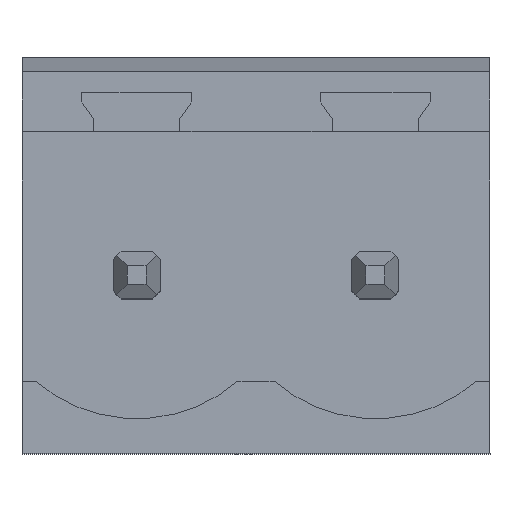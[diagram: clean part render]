
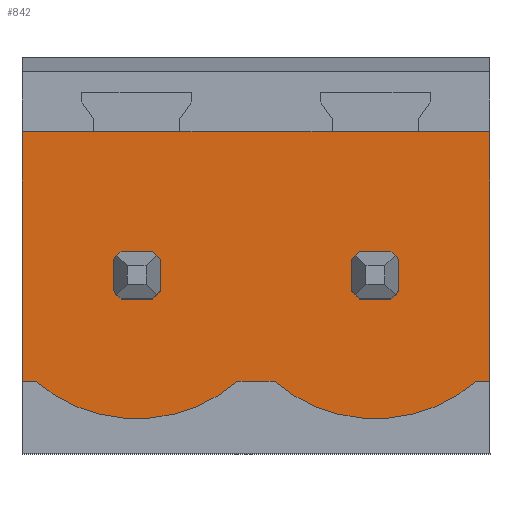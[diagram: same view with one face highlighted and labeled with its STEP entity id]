
A CAD part, top view. The second image highlights one B-rep face of the part: STEP entity #842.
In plain terms, the highlighted planar face has unit normal (0, 0, 1).
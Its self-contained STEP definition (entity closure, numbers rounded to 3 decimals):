
#657=AXIS2_PLACEMENT_3D('Plane Axis2P3D',#654,#655,#656) ;
#668=AXIS2_PLACEMENT_3D('Circle Axis2P3D',#666,#667,$) ;
#689=AXIS2_PLACEMENT_3D('Circle Axis2P3D',#687,#688,$) ;
#721=AXIS2_PLACEMENT_3D('Circle Axis2P3D',#719,#720,$) ;
#735=AXIS2_PLACEMENT_3D('Circle Axis2P3D',#733,#734,$) ;
#749=AXIS2_PLACEMENT_3D('Circle Axis2P3D',#747,#748,$) ;
#763=AXIS2_PLACEMENT_3D('Circle Axis2P3D',#761,#762,$) ;
#787=AXIS2_PLACEMENT_3D('Circle Axis2P3D',#785,#786,$) ;
#801=AXIS2_PLACEMENT_3D('Circle Axis2P3D',#799,#800,$) ;
#815=AXIS2_PLACEMENT_3D('Circle Axis2P3D',#813,#814,$) ;
#829=AXIS2_PLACEMENT_3D('Circle Axis2P3D',#827,#828,$) ;
#90=CARTESIAN_POINT('Vertex',(9.96,6.86,6.65)) ;
#93=CARTESIAN_POINT('Line Origine',(9.96,4.2,6.65)) ;
#97=CARTESIAN_POINT('Vertex',(9.96,1.54,6.65)) ;
#373=CARTESIAN_POINT('Vertex',(0.,1.54,6.65)) ;
#376=CARTESIAN_POINT('Line Origine',(0.,4.2,6.65)) ;
#380=CARTESIAN_POINT('Vertex',(0.,6.86,6.65)) ;
#632=CARTESIAN_POINT('Line Origine',(4.98,6.86,6.65)) ;
#654=CARTESIAN_POINT('Axis2P3D Location',(0.,0.,6.65)) ;
#659=CARTESIAN_POINT('Line Origine',(0.143,1.54,6.65)) ;
#663=CARTESIAN_POINT('Vertex',(0.286,1.54,6.65)) ;
#666=CARTESIAN_POINT('Axis2P3D Location',(2.44,4.04,6.65)) ;
#670=CARTESIAN_POINT('Vertex',(4.594,1.54,6.65)) ;
#673=CARTESIAN_POINT('Line Origine',(4.837,1.54,6.65)) ;
#677=CARTESIAN_POINT('Vertex',(5.08,1.54,6.65)) ;
#680=CARTESIAN_POINT('Line Origine',(5.223,1.54,6.65)) ;
#684=CARTESIAN_POINT('Vertex',(5.366,1.54,6.65)) ;
#687=CARTESIAN_POINT('Axis2P3D Location',(7.52,4.04,6.65)) ;
#691=CARTESIAN_POINT('Vertex',(9.674,1.54,6.65)) ;
#694=CARTESIAN_POINT('Line Origine',(9.817,1.54,6.65)) ;
#710=CARTESIAN_POINT('Line Origine',(7.52,3.3,6.65)) ;
#714=CARTESIAN_POINT('Vertex',(7.188,3.3,6.65)) ;
#716=CARTESIAN_POINT('Vertex',(7.852,3.3,6.65)) ;
#719=CARTESIAN_POINT('Axis2P3D Location',(7.52,3.8,6.65)) ;
#723=CARTESIAN_POINT('Vertex',(7.02,3.468,6.65)) ;
#726=CARTESIAN_POINT('Line Origine',(7.02,3.8,6.65)) ;
#730=CARTESIAN_POINT('Vertex',(7.02,4.132,6.65)) ;
#733=CARTESIAN_POINT('Axis2P3D Location',(7.52,3.8,6.65)) ;
#737=CARTESIAN_POINT('Vertex',(7.188,4.3,6.65)) ;
#740=CARTESIAN_POINT('Line Origine',(7.52,4.3,6.65)) ;
#744=CARTESIAN_POINT('Vertex',(7.852,4.3,6.65)) ;
#747=CARTESIAN_POINT('Axis2P3D Location',(7.52,3.8,6.65)) ;
#751=CARTESIAN_POINT('Vertex',(8.02,4.132,6.65)) ;
#754=CARTESIAN_POINT('Line Origine',(8.02,3.8,6.65)) ;
#758=CARTESIAN_POINT('Vertex',(8.02,3.468,6.65)) ;
#761=CARTESIAN_POINT('Axis2P3D Location',(7.52,3.8,6.65)) ;
#776=CARTESIAN_POINT('Line Origine',(2.44,3.3,6.65)) ;
#780=CARTESIAN_POINT('Vertex',(2.108,3.3,6.65)) ;
#782=CARTESIAN_POINT('Vertex',(2.772,3.3,6.65)) ;
#785=CARTESIAN_POINT('Axis2P3D Location',(2.44,3.8,6.65)) ;
#789=CARTESIAN_POINT('Vertex',(1.94,3.468,6.65)) ;
#792=CARTESIAN_POINT('Line Origine',(1.94,3.8,6.65)) ;
#796=CARTESIAN_POINT('Vertex',(1.94,4.132,6.65)) ;
#799=CARTESIAN_POINT('Axis2P3D Location',(2.44,3.8,6.65)) ;
#803=CARTESIAN_POINT('Vertex',(2.108,4.3,6.65)) ;
#806=CARTESIAN_POINT('Line Origine',(2.44,4.3,6.65)) ;
#810=CARTESIAN_POINT('Vertex',(2.772,4.3,6.65)) ;
#813=CARTESIAN_POINT('Axis2P3D Location',(2.44,3.8,6.65)) ;
#817=CARTESIAN_POINT('Vertex',(2.94,4.132,6.65)) ;
#820=CARTESIAN_POINT('Line Origine',(2.94,3.8,6.65)) ;
#824=CARTESIAN_POINT('Vertex',(2.94,3.468,6.65)) ;
#827=CARTESIAN_POINT('Axis2P3D Location',(2.44,3.8,6.65)) ;
#94=DIRECTION('Vector Direction',(0.,-1.,0.)) ;
#377=DIRECTION('Vector Direction',(0.,-1.,0.)) ;
#633=DIRECTION('Vector Direction',(1.,0.,0.)) ;
#655=DIRECTION('Axis2P3D Direction',(0.,0.,1.)) ;
#656=DIRECTION('Axis2P3D XDirection',(1.,0.,0.)) ;
#660=DIRECTION('Vector Direction',(1.,0.,0.)) ;
#667=DIRECTION('Axis2P3D Direction',(0.,0.,1.)) ;
#674=DIRECTION('Vector Direction',(1.,0.,0.)) ;
#681=DIRECTION('Vector Direction',(1.,0.,0.)) ;
#688=DIRECTION('Axis2P3D Direction',(0.,0.,1.)) ;
#695=DIRECTION('Vector Direction',(1.,0.,0.)) ;
#711=DIRECTION('Vector Direction',(-1.,0.,0.)) ;
#720=DIRECTION('Axis2P3D Direction',(0.,0.,1.)) ;
#727=DIRECTION('Vector Direction',(0.,1.,0.)) ;
#734=DIRECTION('Axis2P3D Direction',(0.,0.,1.)) ;
#741=DIRECTION('Vector Direction',(1.,0.,0.)) ;
#748=DIRECTION('Axis2P3D Direction',(0.,0.,1.)) ;
#755=DIRECTION('Vector Direction',(0.,-1.,0.)) ;
#762=DIRECTION('Axis2P3D Direction',(0.,0.,1.)) ;
#777=DIRECTION('Vector Direction',(-1.,0.,0.)) ;
#786=DIRECTION('Axis2P3D Direction',(0.,0.,1.)) ;
#793=DIRECTION('Vector Direction',(0.,1.,0.)) ;
#800=DIRECTION('Axis2P3D Direction',(0.,0.,1.)) ;
#807=DIRECTION('Vector Direction',(1.,0.,0.)) ;
#814=DIRECTION('Axis2P3D Direction',(0.,0.,1.)) ;
#821=DIRECTION('Vector Direction',(0.,-1.,0.)) ;
#828=DIRECTION('Axis2P3D Direction',(0.,0.,1.)) ;
#95=VECTOR('Line Direction',#94,1.) ;
#378=VECTOR('Line Direction',#377,1.) ;
#634=VECTOR('Line Direction',#633,1.) ;
#661=VECTOR('Line Direction',#660,1.) ;
#675=VECTOR('Line Direction',#674,1.) ;
#682=VECTOR('Line Direction',#681,1.) ;
#696=VECTOR('Line Direction',#695,1.) ;
#712=VECTOR('Line Direction',#711,1.) ;
#728=VECTOR('Line Direction',#727,1.) ;
#742=VECTOR('Line Direction',#741,1.) ;
#756=VECTOR('Line Direction',#755,1.) ;
#778=VECTOR('Line Direction',#777,1.) ;
#794=VECTOR('Line Direction',#793,1.) ;
#808=VECTOR('Line Direction',#807,1.) ;
#822=VECTOR('Line Direction',#821,1.) ;
#700=ORIENTED_EDGE('',*,*,#636,.T.) ;
#701=ORIENTED_EDGE('',*,*,#382,.T.) ;
#702=ORIENTED_EDGE('',*,*,#665,.T.) ;
#703=ORIENTED_EDGE('',*,*,#672,.T.) ;
#704=ORIENTED_EDGE('',*,*,#679,.T.) ;
#705=ORIENTED_EDGE('',*,*,#686,.T.) ;
#706=ORIENTED_EDGE('',*,*,#693,.T.) ;
#707=ORIENTED_EDGE('',*,*,#698,.T.) ;
#708=ORIENTED_EDGE('',*,*,#99,.F.) ;
#767=ORIENTED_EDGE('',*,*,#718,.F.) ;
#768=ORIENTED_EDGE('',*,*,#725,.F.) ;
#769=ORIENTED_EDGE('',*,*,#732,.F.) ;
#770=ORIENTED_EDGE('',*,*,#739,.F.) ;
#771=ORIENTED_EDGE('',*,*,#746,.F.) ;
#772=ORIENTED_EDGE('',*,*,#753,.F.) ;
#773=ORIENTED_EDGE('',*,*,#760,.F.) ;
#774=ORIENTED_EDGE('',*,*,#765,.F.) ;
#833=ORIENTED_EDGE('',*,*,#784,.F.) ;
#834=ORIENTED_EDGE('',*,*,#791,.F.) ;
#835=ORIENTED_EDGE('',*,*,#798,.F.) ;
#836=ORIENTED_EDGE('',*,*,#805,.F.) ;
#837=ORIENTED_EDGE('',*,*,#812,.F.) ;
#838=ORIENTED_EDGE('',*,*,#819,.F.) ;
#839=ORIENTED_EDGE('',*,*,#826,.F.) ;
#840=ORIENTED_EDGE('',*,*,#831,.F.) ;
#775=FACE_BOUND('',#766,.T.) ;
#841=FACE_BOUND('',#832,.T.) ;
#842=ADVANCED_FACE('HOUSING',(#709,#775,#841),#658,.T.) ;
#669=CIRCLE('generated circle',#668,3.3) ;
#690=CIRCLE('generated circle',#689,3.3) ;
#722=CIRCLE('generated circle',#721,0.6) ;
#736=CIRCLE('generated circle',#735,0.6) ;
#750=CIRCLE('generated circle',#749,0.6) ;
#764=CIRCLE('generated circle',#763,0.6) ;
#788=CIRCLE('generated circle',#787,0.6) ;
#802=CIRCLE('generated circle',#801,0.6) ;
#816=CIRCLE('generated circle',#815,0.6) ;
#830=CIRCLE('generated circle',#829,0.6) ;
#99=EDGE_CURVE('',#91,#98,#96,.T.) ;
#382=EDGE_CURVE('',#381,#374,#379,.T.) ;
#636=EDGE_CURVE('',#91,#381,#635,.F.) ;
#665=EDGE_CURVE('',#374,#664,#662,.T.) ;
#672=EDGE_CURVE('',#664,#671,#669,.T.) ;
#679=EDGE_CURVE('',#671,#678,#676,.T.) ;
#686=EDGE_CURVE('',#678,#685,#683,.T.) ;
#693=EDGE_CURVE('',#685,#692,#690,.T.) ;
#698=EDGE_CURVE('',#692,#98,#697,.T.) ;
#718=EDGE_CURVE('',#715,#717,#713,.F.) ;
#725=EDGE_CURVE('',#724,#715,#722,.T.) ;
#732=EDGE_CURVE('',#731,#724,#729,.F.) ;
#739=EDGE_CURVE('',#738,#731,#736,.T.) ;
#746=EDGE_CURVE('',#745,#738,#743,.F.) ;
#753=EDGE_CURVE('',#752,#745,#750,.T.) ;
#760=EDGE_CURVE('',#759,#752,#757,.F.) ;
#765=EDGE_CURVE('',#717,#759,#764,.T.) ;
#784=EDGE_CURVE('',#781,#783,#779,.F.) ;
#791=EDGE_CURVE('',#790,#781,#788,.T.) ;
#798=EDGE_CURVE('',#797,#790,#795,.F.) ;
#805=EDGE_CURVE('',#804,#797,#802,.T.) ;
#812=EDGE_CURVE('',#811,#804,#809,.F.) ;
#819=EDGE_CURVE('',#818,#811,#816,.T.) ;
#826=EDGE_CURVE('',#825,#818,#823,.F.) ;
#831=EDGE_CURVE('',#783,#825,#830,.T.) ;
#699=EDGE_LOOP('',(#700,#701,#702,#703,#704,#705,#706,#707,#708)) ;
#766=EDGE_LOOP('',(#767,#768,#769,#770,#771,#772,#773,#774)) ;
#832=EDGE_LOOP('',(#833,#834,#835,#836,#837,#838,#839,#840)) ;
#709=FACE_OUTER_BOUND('',#699,.T.) ;
#96=LINE('Line',#93,#95) ;
#379=LINE('Line',#376,#378) ;
#635=LINE('Line',#632,#634) ;
#662=LINE('Line',#659,#661) ;
#676=LINE('Line',#673,#675) ;
#683=LINE('Line',#680,#682) ;
#697=LINE('Line',#694,#696) ;
#713=LINE('Line',#710,#712) ;
#729=LINE('Line',#726,#728) ;
#743=LINE('Line',#740,#742) ;
#757=LINE('Line',#754,#756) ;
#779=LINE('Line',#776,#778) ;
#795=LINE('Line',#792,#794) ;
#809=LINE('Line',#806,#808) ;
#823=LINE('Line',#820,#822) ;
#658=PLANE('',#657) ;
#91=VERTEX_POINT('',#90) ;
#98=VERTEX_POINT('',#97) ;
#374=VERTEX_POINT('',#373) ;
#381=VERTEX_POINT('',#380) ;
#664=VERTEX_POINT('',#663) ;
#671=VERTEX_POINT('',#670) ;
#678=VERTEX_POINT('',#677) ;
#685=VERTEX_POINT('',#684) ;
#692=VERTEX_POINT('',#691) ;
#715=VERTEX_POINT('',#714) ;
#717=VERTEX_POINT('',#716) ;
#724=VERTEX_POINT('',#723) ;
#731=VERTEX_POINT('',#730) ;
#738=VERTEX_POINT('',#737) ;
#745=VERTEX_POINT('',#744) ;
#752=VERTEX_POINT('',#751) ;
#759=VERTEX_POINT('',#758) ;
#781=VERTEX_POINT('',#780) ;
#783=VERTEX_POINT('',#782) ;
#790=VERTEX_POINT('',#789) ;
#797=VERTEX_POINT('',#796) ;
#804=VERTEX_POINT('',#803) ;
#811=VERTEX_POINT('',#810) ;
#818=VERTEX_POINT('',#817) ;
#825=VERTEX_POINT('',#824) ;
